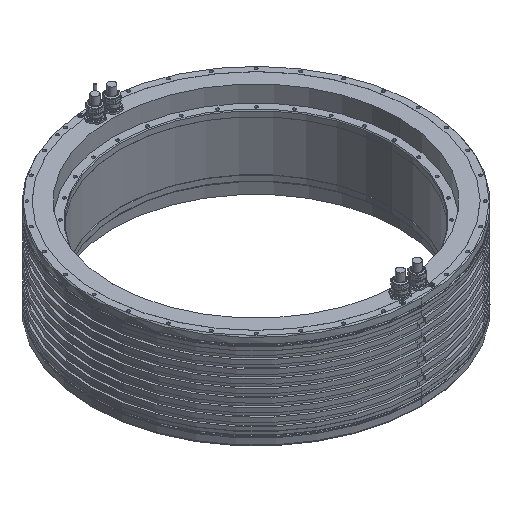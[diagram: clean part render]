
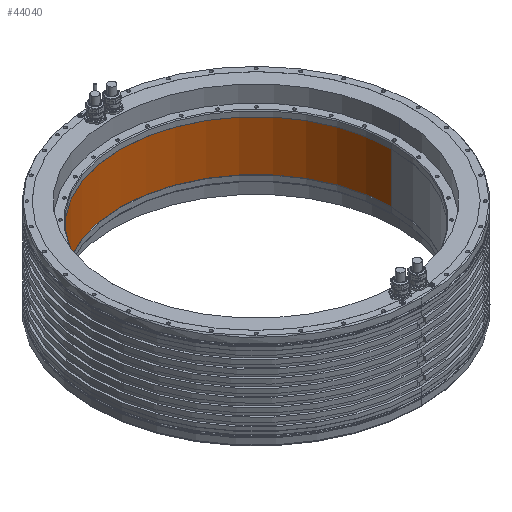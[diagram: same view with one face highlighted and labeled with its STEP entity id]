
A CAD part, isometric view. The second image highlights one B-rep face of the part: STEP entity #44040.
In plain terms, the highlighted cylindrical face has radius 325.4 mm (diameter 650.8 mm), a partial arc.
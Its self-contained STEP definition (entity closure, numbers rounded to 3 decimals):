
#40868=CARTESIAN_POINT('',(0.,0.,-54.9));
#40869=DIRECTION('',(0.,0.,-1.));
#40870=DIRECTION('',(-1.,0.,0.));
#40871=AXIS2_PLACEMENT_3D('',#40868,#40869,#40870);
#40883=DIRECTION('',(0.,0.,1.));
#40884=VECTOR('',#40883,120.2);
#40885=CARTESIAN_POINT('',(-325.4,0.,-175.1));
#40886=LINE('',#40885,#40884);
#40887=DIRECTION('',(0.,0.,1.));
#40888=VECTOR('',#40887,120.2);
#40889=CARTESIAN_POINT('',(325.4,0.,-175.1));
#40890=LINE('',#40889,#40888);
#40891=CARTESIAN_POINT('',(0.,0.,-175.1));
#40892=DIRECTION('',(0.,0.,-1.));
#40893=DIRECTION('',(-1.,0.,0.));
#40894=AXIS2_PLACEMENT_3D('',#40891,#40892,#40893);
#42639=CARTESIAN_POINT('',(-325.4,0.,-175.1));
#42640=CARTESIAN_POINT('',(-325.4,0.,-54.9));
#42641=VERTEX_POINT('',#42639);
#42642=VERTEX_POINT('',#42640);
#42643=CARTESIAN_POINT('',(325.4,0.,-175.1));
#42644=CARTESIAN_POINT('',(325.4,0.,-54.9));
#42645=VERTEX_POINT('',#42643);
#42646=VERTEX_POINT('',#42644);
#44028=CARTESIAN_POINT('',(0.,0.,-198.05));
#44029=DIRECTION('',(0.,0.,1.));
#44030=DIRECTION('',(1.,0.,0.));
#44031=AXIS2_PLACEMENT_3D('',#44028,#44029,#44030);
#44032=CYLINDRICAL_SURFACE('',#44031,325.4);
#44033=ORIENTED_EDGE('',*,*,#44011,.T.);
#44034=ORIENTED_EDGE('',*,*,#43974,.T.);
#44035=ORIENTED_EDGE('',*,*,#44015,.F.);
#44037=ORIENTED_EDGE('',*,*,#44036,.F.);
#44038=EDGE_LOOP('',(#44033,#44034,#44035,#44037));
#44039=FACE_OUTER_BOUND('',#44038,.F.);
#44040=ADVANCED_FACE('',(#44039),#44032,.F.);
#40872=CIRCLE('',#40871,325.4);
#40895=CIRCLE('',#40894,325.4);
#43974=EDGE_CURVE('',#42642,#42646,#40872,.T.);
#44011=EDGE_CURVE('',#42641,#42642,#40886,.T.);
#44015=EDGE_CURVE('',#42645,#42646,#40890,.T.);
#44036=EDGE_CURVE('',#42641,#42645,#40895,.T.);
